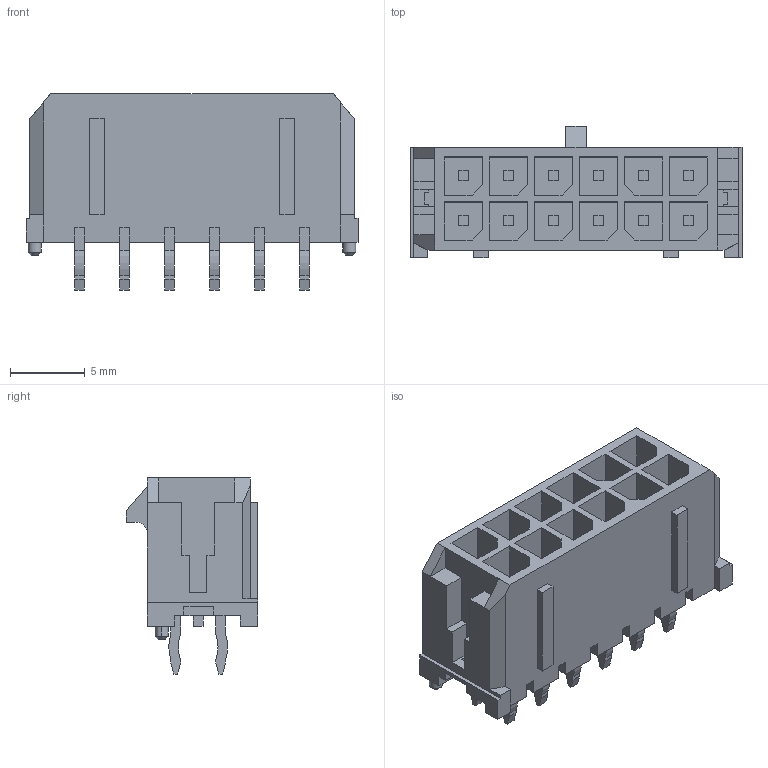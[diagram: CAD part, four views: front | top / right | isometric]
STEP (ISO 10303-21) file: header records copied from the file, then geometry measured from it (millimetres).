
FILE_DESCRIPTION((''),'2;1');
FILE_NAME('430451212','2016-02-03T',('me'),(''),'PRO/ENGINEER BY PARAMETRIC TECHNOLOGY CORPORATION, 2011490','PRO/ENGINEER BY PARAMETRIC TECHNOLOGY CORPORATION, 2011490','');
FILE_SCHEMA(('CONFIG_CONTROL_DESIGN'));
Length unit declared in the file: millimetre
Products named in the file (1): 430451212
Bounding box: 22.15 x 8.77 x 13.09 mm (x, y, z)
Volume: 886.2 mm3; surface area: 2012.8 mm2
Topology: 1 solids, 1 shells, 503 faces, 1359 edges, 892 vertices
Faces by surface type: plane 470, cylinder 29, cone 4
Entity records: 15432 total; most frequent: CARTESIAN_POINT 2719, ORIENTED_EDGE 2654, DIRECTION 2457, EDGE_CURVE 1327, VECTOR 1269, LINE 1269, VERTEX_POINT 856, AXIS2_PLACEMENT_3D 594
